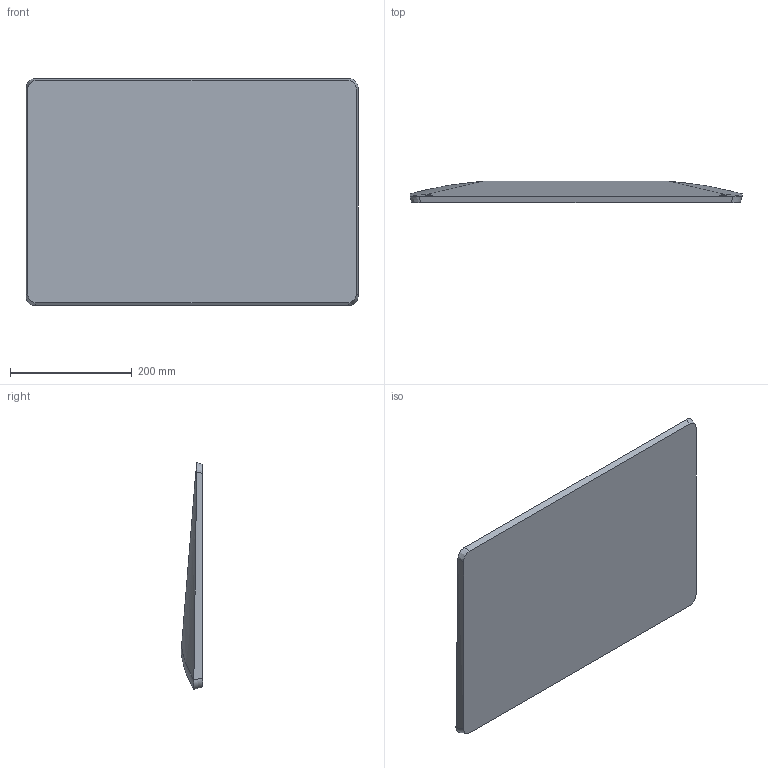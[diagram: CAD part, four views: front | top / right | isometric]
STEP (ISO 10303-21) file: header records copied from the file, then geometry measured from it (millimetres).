
FILE_DESCRIPTION(/* description */ ('Generated from Alias Stage'),/* implementation_level */ '2;1');
FILE_NAME(/* name */ 'haystackD_display',/* time_stamp */ '2014-08-06T08:45:23-05:00',/* author */ (''),/* organization */ ('Alias Systems'),/* preprocessor_version */ 'ST-DEVELOPER v11',/* originating_system */ 'Autodesk OpenModel 2012',/* authorisation */ '');
FILE_SCHEMA (('AUTOMOTIVE_DESIGN { 1 2 10303 214 1 1 1 1 }'));
Length unit declared in the file: millimetre
Products named in the file (1): haystackD_display
Bounding box: 545.07 x 36 x 372.28 mm (x, y, z)
Volume: 4526927.8 mm3; surface area: 426220.2 mm2
Topology: 1 solids, 1 shells, 18 faces, 40 edges, 24 vertices
Faces by surface type: bspline 18
Entity records: 2138 total; most frequent: CARTESIAN_POINT 1913, ORIENTED_EDGE 80, EDGE_CURVE 40, VERTEX_POINT 24, EDGE_LOOP 18, FACE_OUTER_BOUND 18, ADVANCED_FACE 18, DIRECTION 2
